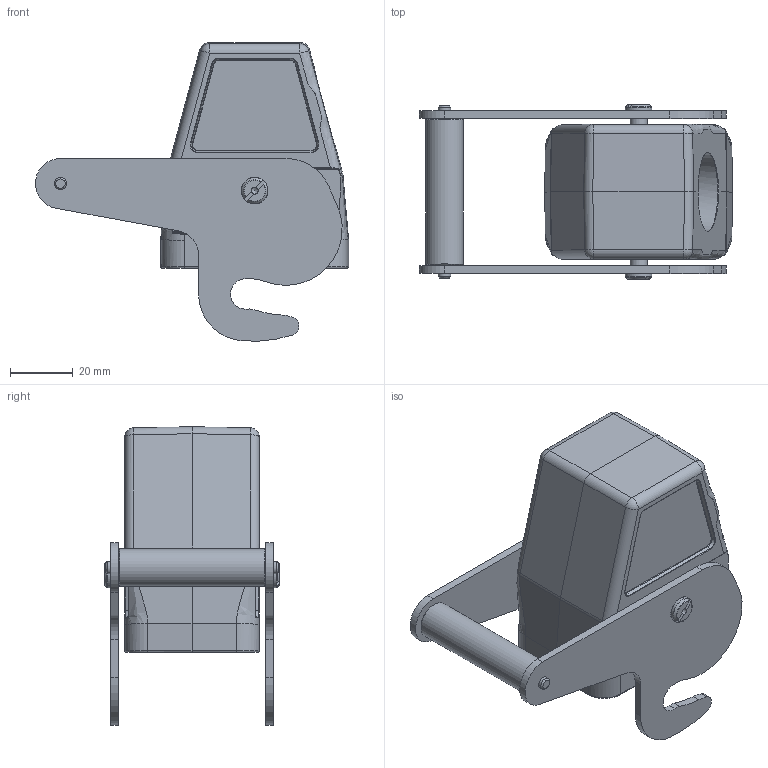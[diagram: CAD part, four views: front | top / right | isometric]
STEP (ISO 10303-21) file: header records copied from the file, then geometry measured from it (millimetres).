
FILE_DESCRIPTION(/* description */ (''),/* implementation_level */ '2;1');
FILE_NAME(/* name */ '100208983ugm000_c.stp',/* time_stamp */ '2017-10-31T10:59:32+01:00',/* author */ (''),/* organization */ (''),/* preprocessor_version */ 'ST-DEVELOPER v16',/* originating_system */ 'SIEMENS PLM Software NX 10.0',/* authorisation */ '');
FILE_SCHEMA (('AUTOMOTIVE_DESIGN { 1 0 10303 214 3 1 1 1 }'));
Length unit declared in the file: millimetre
Products named in the file (1): 100208983ugm000_c
Bounding box: 99.99 x 55.8 x 95.27 mm (x, y, z)
Volume: 63613.9 mm3; surface area: 42679.4 mm2
Topology: 2 solids, 2 shells, 498 faces, 1272 edges, 799 vertices
Faces by surface type: plane 190, cylinder 143, bspline 60, torus 52, cone 47, sphere 6
Full cylindrical faces by diameter (mm): 2.2 x2, 3 x4, 3.95 x2, 5.37 x2, 5.6 x2, 8.5 x2, 12 x1, 25 x1
Entity records: 18868 total; most frequent: CARTESIAN_POINT 6009, DIRECTION 2379, ORIENTED_EDGE 2324, EDGE_CURVE 1162, AXIS2_PLACEMENT_3D 902, VERTEX_POINT 733, LINE 575, VECTOR 575
